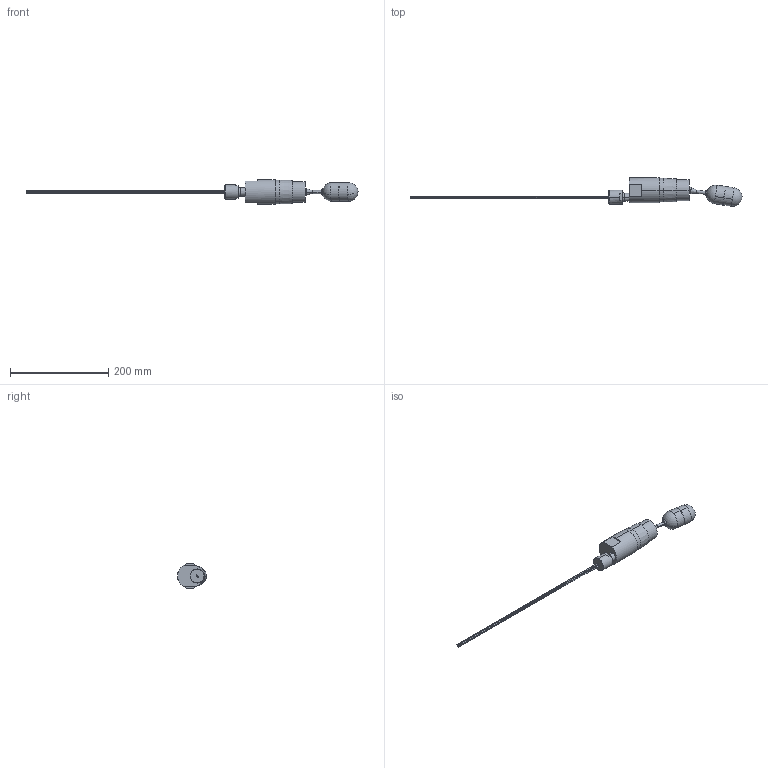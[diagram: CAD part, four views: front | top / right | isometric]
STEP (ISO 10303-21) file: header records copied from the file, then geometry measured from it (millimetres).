
FILE_DESCRIPTION (( 'STEP AP214' ), '1' );
FILE_NAME ('0000000530.STEP', '2024-03-14T13:55:07', ( '' ), ( '' ), 'SwSTEP 2.0', 'SolidWorks 2019', '' );
FILE_SCHEMA (( 'AUTOMOTIVE_DESIGN' ));
Length unit declared in the file: inch
Products named in the file (1): 0000000530
Bounding box: 674.94 x 58.5 x 50.8 mm (x, y, z)
Volume: 314468.5 mm3; surface area: 42153.3 mm2
Topology: 1 solids, 1 shells, 81 faces, 178 edges, 105 vertices
Faces by surface type: cylinder 28, plane 21, cone 18, torus 10, sphere 4
Entity records: 2529 total; most frequent: DIRECTION 432, CARTESIAN_POINT 391, ORIENTED_EDGE 348, AXIS2_PLACEMENT_3D 186, EDGE_CURVE 174, VERTEX_POINT 105, CIRCLE 104, EDGE_LOOP 91
